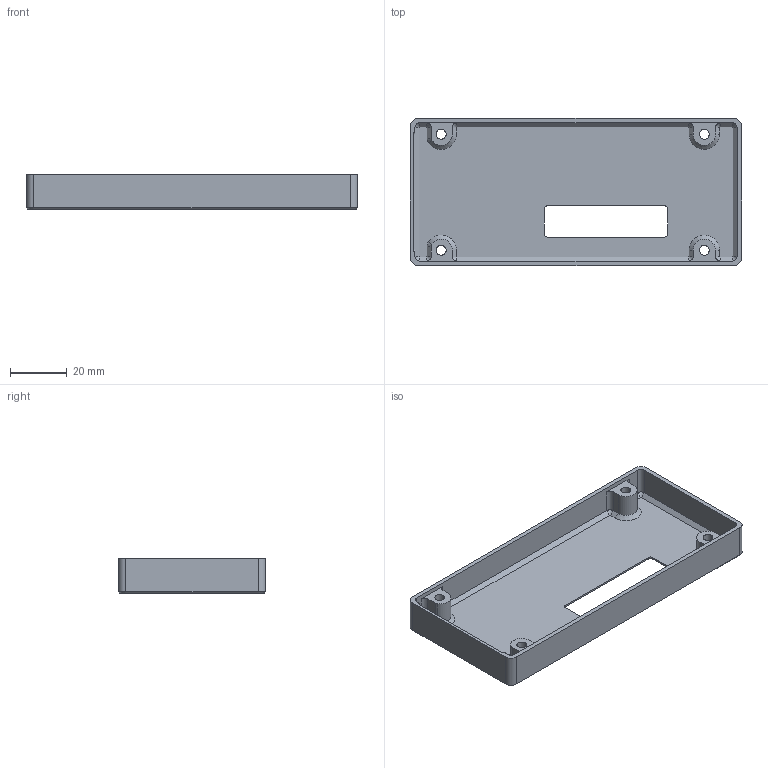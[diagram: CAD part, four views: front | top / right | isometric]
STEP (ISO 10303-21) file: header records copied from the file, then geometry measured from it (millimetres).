
FILE_DESCRIPTION (( 'STEP AP214' ), '1' );
FILE_NAME ('LCD_RearCover.STEP', '2020-05-08T12:56:11', ( '' ), ( '' ), 'SwSTEP 2.0', 'SolidWorks 2019', '' );
FILE_SCHEMA (( 'AUTOMOTIVE_DESIGN' ));
Length unit declared in the file: millimetre
Products named in the file (1): LCD_RearCover
Bounding box: 117 x 52 x 12.1 mm (x, y, z)
Volume: 13114.3 mm3; surface area: 19425.2 mm2
Topology: 1 solids, 1 shells, 190 faces, 473 edges, 286 vertices
Faces by surface type: plane 106, cylinder 46, cone 38
Entity records: 5635 total; most frequent: DIRECTION 1003, CARTESIAN_POINT 974, ORIENTED_EDGE 946, EDGE_CURVE 473, AXIS2_PLACEMENT_3D 343, LINE 317, VECTOR 317, VERTEX_POINT 286
